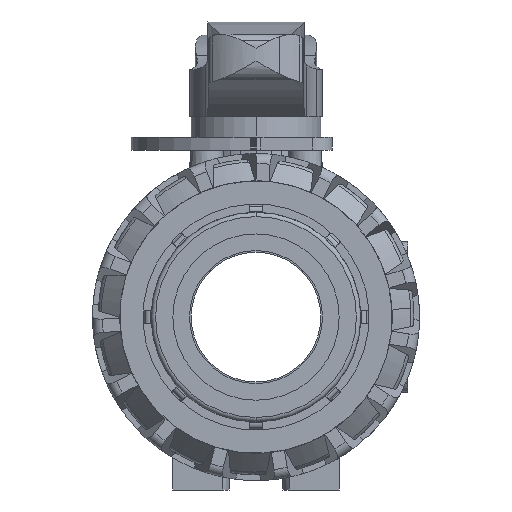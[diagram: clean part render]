
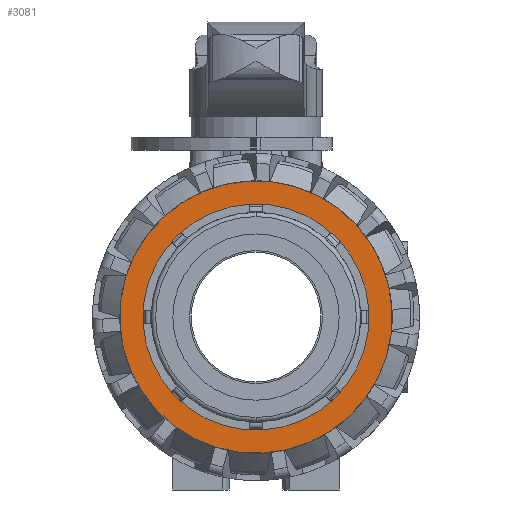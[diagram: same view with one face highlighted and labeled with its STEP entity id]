
A CAD part, left-side view. The second image highlights one B-rep face of the part: STEP entity #3081.
In plain terms, the highlighted planar face has unit normal (-1, 0, 0).
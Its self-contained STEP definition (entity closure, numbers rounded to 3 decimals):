
#3081=ADVANCED_FACE('',(#6389,#6390),#6391,.T.);
#6389=FACE_OUTER_BOUND('',#9954,.T.);
#6390=FACE_BOUND('',#9955,.T.);
#6391=PLANE('',#9956);
#9954=EDGE_LOOP('',(#19535,#19536));
#9955=EDGE_LOOP('',(#19537,#19538));
#9956=AXIS2_PLACEMENT_3D('',#19539,#19540,#19541);
#19535=ORIENTED_EDGE('',*,*,#24140,.T.);
#19536=ORIENTED_EDGE('',*,*,#25353,.T.);
#19537=ORIENTED_EDGE('',*,*,#25274,.T.);
#19538=ORIENTED_EDGE('',*,*,#24145,.T.);
#19539=CARTESIAN_POINT('',(-63.2,0.0,0.0));
#19540=DIRECTION('',(-1.0,0.0,0.0));
#19541=DIRECTION('',(0.0,0.056,0.998));
#24140=EDGE_CURVE('',#29615,#29679,#29681,.T.);
#24145=EDGE_CURVE('',#29684,#29688,#29690,.T.);
#25274=EDGE_CURVE('',#29688,#29684,#31395,.T.);
#25353=EDGE_CURVE('',#29679,#29615,#31488,.T.);
#29615=VERTEX_POINT('',#40049);
#29679=VERTEX_POINT('',#40114);
#29681=CIRCLE('',#40117,40.95);
#29684=VERTEX_POINT('',#40120);
#29688=VERTEX_POINT('',#40125);
#29690=CIRCLE('',#40128,34.0);
#31395=CIRCLE('',#43847,34.0);
#31488=CIRCLE('',#44031,40.95);
#40049=CARTESIAN_POINT('',(-63.2,-40.885,2.312));
#40114=CARTESIAN_POINT('',(-63.2,40.885,-2.312));
#40117=AXIS2_PLACEMENT_3D('',#49833,#49834,#49835);
#40120=CARTESIAN_POINT('',(-63.2,-1.92,-33.946));
#40125=CARTESIAN_POINT('',(-63.2,1.92,33.946));
#40128=AXIS2_PLACEMENT_3D('',#49841,#49842,#49843);
#43847=AXIS2_PLACEMENT_3D('',#51453,#51454,#51455);
#44031=AXIS2_PLACEMENT_3D('',#51526,#51527,#51528);
#49833=CARTESIAN_POINT('',(-63.2,0.0,0.0));
#49834=DIRECTION('',(-1.0,0.0,0.0));
#49835=DIRECTION('',(0.0,0.056,0.998));
#49841=CARTESIAN_POINT('',(-63.2,0.0,0.0));
#49842=DIRECTION('',(1.0,0.0,0.0));
#49843=DIRECTION('',(0.0,-0.056,-0.998));
#51453=CARTESIAN_POINT('',(-63.2,0.0,0.0));
#51454=DIRECTION('',(1.0,0.0,0.0));
#51455=DIRECTION('',(0.0,-0.056,-0.998));
#51526=CARTESIAN_POINT('',(-63.2,0.0,0.0));
#51527=DIRECTION('',(-1.0,0.0,0.0));
#51528=DIRECTION('',(0.0,0.056,0.998));
